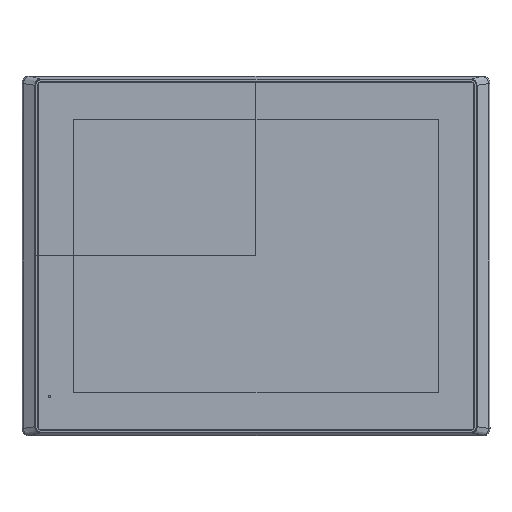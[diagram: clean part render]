
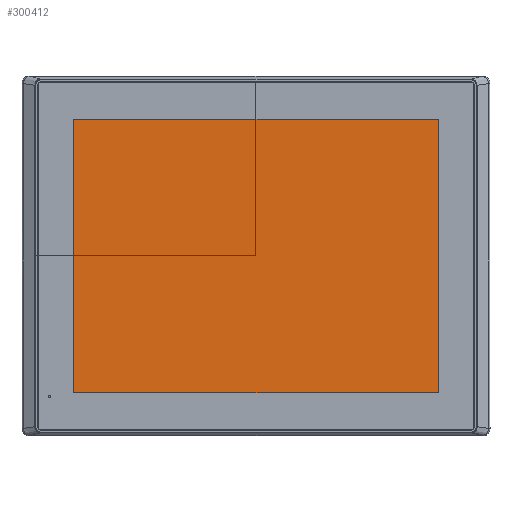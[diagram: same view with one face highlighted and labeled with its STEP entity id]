
A CAD part, top view. The second image highlights one B-rep face of the part: STEP entity #300412.
In plain terms, the highlighted planar face has unit normal (0, 0, 1).
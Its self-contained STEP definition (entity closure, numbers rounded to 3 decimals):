
#9976 = VECTOR ( 'NONE', #185741, 1000. ) ;
#11320 = LINE ( 'NONE', #64615, #315468 ) ;
#12585 = EDGE_CURVE ( 'NONE', #186820, #239965, #119037, .T. ) ;
#33987 = AXIS2_PLACEMENT_3D ( 'NONE', #277027, #246942, #328801 ) ;
#62953 = CARTESIAN_POINT ( 'NONE',  ( 124., 93.25, 20.3 ) ) ;
#64615 = CARTESIAN_POINT ( 'NONE',  ( -128.96, -93.25, 20.3 ) ) ;
#72232 = CARTESIAN_POINT ( 'NONE',  ( 128.96, 93.25, 20.3 ) ) ;
#74089 = CARTESIAN_POINT ( 'NONE',  ( 124., -96.98, 20.3 ) ) ;
#79042 = DIRECTION ( 'NONE',  ( 0., 1., 0. ) ) ;
#83756 = CARTESIAN_POINT ( 'NONE',  ( -124., 96.98, 20.3 ) ) ;
#94696 = FACE_OUTER_BOUND ( 'NONE', #216062, .T. ) ;
#97608 = EDGE_CURVE ( 'NONE', #117177, #186820, #226305, .T. ) ;
#112023 = LINE ( 'NONE', #83756, #9976 ) ;
#112762 = ORIENTED_EDGE ( 'NONE', *, *, #12585, .T. ) ;
#117177 = VERTEX_POINT ( 'NONE', #311500 ) ;
#119037 = LINE ( 'NONE', #72232, #244599 ) ;
#133305 = EDGE_CURVE ( 'NONE', #239965, #208227, #112023, .T. ) ;
#138082 = DIRECTION ( 'NONE',  ( 1., 0., 0. ) ) ;
#146412 = PLANE ( 'NONE',  #33987 ) ;
#174660 = VECTOR ( 'NONE', #79042, 1000. ) ;
#185741 = DIRECTION ( 'NONE',  ( 0., -1., 0. ) ) ;
#186820 = VERTEX_POINT ( 'NONE', #62953 ) ;
#208227 = VERTEX_POINT ( 'NONE', #282547 ) ;
#216062 = EDGE_LOOP ( 'NONE', ( #112762, #247269, #271906, #304413 ) ) ;
#226305 = LINE ( 'NONE', #74089, #174660 ) ;
#239965 = VERTEX_POINT ( 'NONE', #315506 ) ;
#244599 = VECTOR ( 'NONE', #299926, 1000. ) ;
#246942 = DIRECTION ( 'NONE',  ( 0., 0., 1. ) ) ;
#247269 = ORIENTED_EDGE ( 'NONE', *, *, #133305, .T. ) ;
#271906 = ORIENTED_EDGE ( 'NONE', *, *, #280049, .T. ) ;
#277027 = CARTESIAN_POINT ( 'NONE',  ( 128.96, 96.98, 20.3 ) ) ;
#280049 = EDGE_CURVE ( 'NONE', #208227, #117177, #11320, .T. ) ;
#282547 = CARTESIAN_POINT ( 'NONE',  ( -124., -93.25, 20.3 ) ) ;
#299926 = DIRECTION ( 'NONE',  ( -1., 0., 0. ) ) ;
#300412 = ADVANCED_FACE ( 'NONE', ( #94696 ), #146412, .T. ) ;
#304413 = ORIENTED_EDGE ( 'NONE', *, *, #97608, .T. ) ;
#311500 = CARTESIAN_POINT ( 'NONE',  ( 124., -93.25, 20.3 ) ) ;
#315468 = VECTOR ( 'NONE', #138082, 1000. ) ;
#315506 = CARTESIAN_POINT ( 'NONE',  ( -124., 93.25, 20.3 ) ) ;
#328801 = DIRECTION ( 'NONE',  ( 1., 0., 0. ) ) ;
